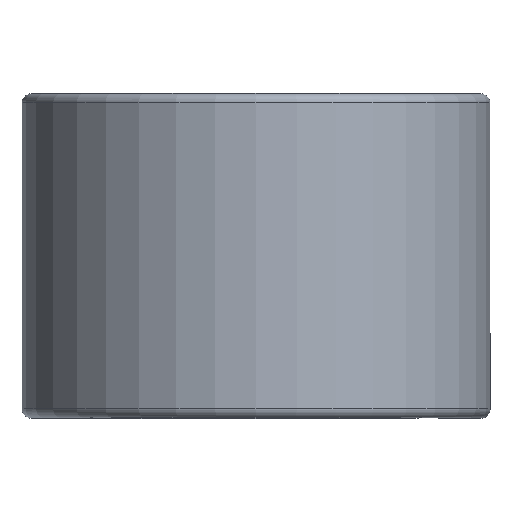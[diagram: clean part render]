
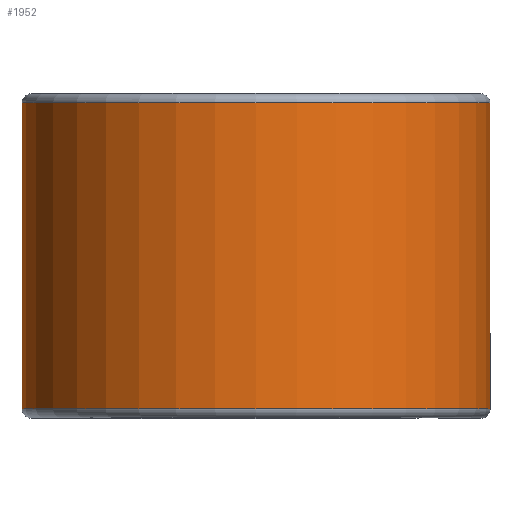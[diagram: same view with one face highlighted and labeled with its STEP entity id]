
A CAD part, top view. The second image highlights one B-rep face of the part: STEP entity #1952.
In plain terms, the highlighted cylindrical face has radius 19.469 mm (diameter 38.938 mm), a partial arc.
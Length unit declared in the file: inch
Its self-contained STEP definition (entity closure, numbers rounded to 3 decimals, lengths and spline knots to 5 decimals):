
#181 = LINE ( 'NONE', #1723, #184 ) ;
#184 = VECTOR ( 'NONE', #384, 39.37008 ) ;
#214 = EDGE_LOOP ( 'NONE', ( #306, #867, #1890, #498 ) ) ;
#306 = ORIENTED_EDGE ( 'NONE', *, *, #1376, .T. ) ;
#384 = DIRECTION ( 'NONE',  ( 0., 1., 0. ) ) ;
#394 = VERTEX_POINT ( 'NONE', #1278 ) ;
#482 = CARTESIAN_POINT ( 'NONE',  ( 0., 0.5, 0. ) ) ;
#498 = ORIENTED_EDGE ( 'NONE', *, *, #1453, .F. ) ;
#605 = AXIS2_PLACEMENT_3D ( 'NONE', #482, #1625, #1630 ) ;
#649 = AXIS2_PLACEMENT_3D ( 'NONE', #658, #1910, #873 ) ;
#658 = CARTESIAN_POINT ( 'NONE',  ( 0., 0.50125, 0. ) ) ;
#759 = DIRECTION ( 'NONE',  ( 0., -1., 0. ) ) ;
#835 = DIRECTION ( 'NONE',  ( 0., 1., 0. ) ) ;
#867 = ORIENTED_EDGE ( 'NONE', *, *, #1820, .T. ) ;
#873 = DIRECTION ( 'NONE',  ( 0., 0., -1. ) ) ;
#1278 = CARTESIAN_POINT ( 'NONE',  ( 0., -0.50125, -0.7665 ) ) ;
#1376 = EDGE_CURVE ( 'NONE', #2159, #1763, #1783, .T. ) ;
#1453 = EDGE_CURVE ( 'NONE', #2159, #394, #1701, .T. ) ;
#1574 = CARTESIAN_POINT ( 'NONE',  ( 0.7665, 0.50125, 0. ) ) ;
#1597 = AXIS2_PLACEMENT_3D ( 'NONE', #1827, #759, #1985 ) ;
#1625 = DIRECTION ( 'NONE',  ( 0., -1., 0. ) ) ;
#1630 = DIRECTION ( 'NONE',  ( 0., 0., -1. ) ) ;
#1675 = CARTESIAN_POINT ( 'NONE',  ( 0., 0.50125, -0.7665 ) ) ;
#1701 = CIRCLE ( 'NONE', #1597, 0.7665 ) ;
#1723 = CARTESIAN_POINT ( 'NONE',  ( 0., 0.50125, -0.7665 ) ) ;
#1763 = VERTEX_POINT ( 'NONE', #2222 ) ;
#1767 = EDGE_CURVE ( 'NONE', #394, #2161, #181, .T. ) ;
#1783 = LINE ( 'NONE', #1574, #1829 ) ;
#1820 = EDGE_CURVE ( 'NONE', #1763, #2161, #2454, .T. ) ;
#1827 = CARTESIAN_POINT ( 'NONE',  ( 0., -0.50125, 0. ) ) ;
#1829 = VECTOR ( 'NONE', #835, 39.37008 ) ;
#1890 = ORIENTED_EDGE ( 'NONE', *, *, #1767, .F. ) ;
#1910 = DIRECTION ( 'NONE',  ( 0., -1., 0. ) ) ;
#1952 = ADVANCED_FACE ( 'NONE', ( #2272 ), #2135, .T. ) ;
#1985 = DIRECTION ( 'NONE',  ( 0., 0., -1. ) ) ;
#2135 = CYLINDRICAL_SURFACE ( 'NONE', #605, 0.7665 ) ;
#2159 = VERTEX_POINT ( 'NONE', #2364 ) ;
#2161 = VERTEX_POINT ( 'NONE', #1675 ) ;
#2222 = CARTESIAN_POINT ( 'NONE',  ( 0.7665, 0.50125, 0. ) ) ;
#2272 = FACE_OUTER_BOUND ( 'NONE', #214, .T. ) ;
#2364 = CARTESIAN_POINT ( 'NONE',  ( 0.7665, -0.50125, 0. ) ) ;
#2454 = CIRCLE ( 'NONE', #649, 0.7665 ) ;
